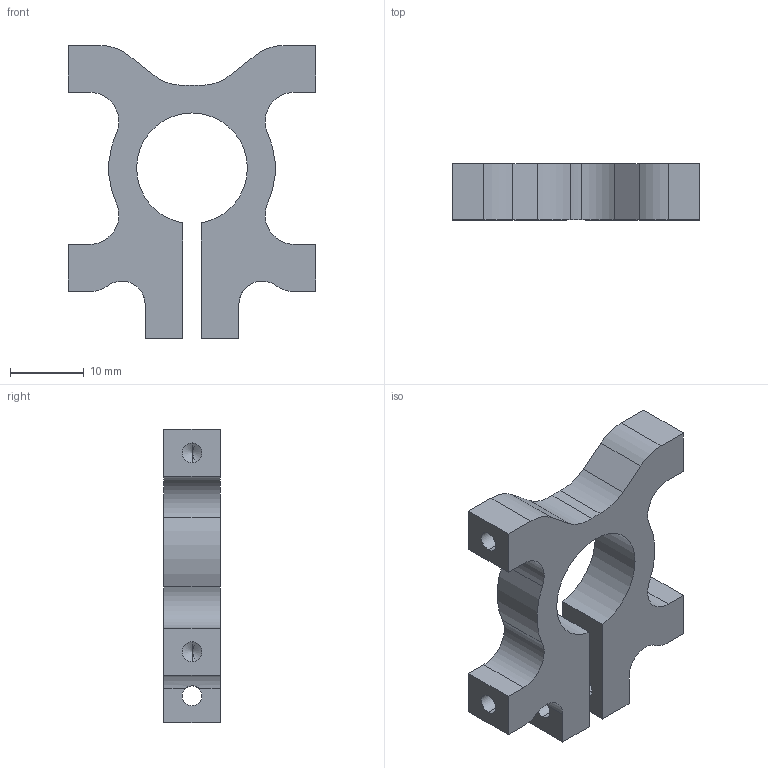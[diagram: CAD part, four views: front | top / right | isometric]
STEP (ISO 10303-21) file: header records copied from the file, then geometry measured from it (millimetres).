
FILE_DESCRIPTION (( 'STEP AP203' ), '1' );
FILE_NAME ('545676.STEP', '2014-11-19T22:15:04', ( 'Kyle' ), ( 'Microsoft' ), 'SwSTEP 2.0', 'SolidWorks 2014', '' );
FILE_SCHEMA (( 'CONFIG_CONTROL_DESIGN' ));
Length unit declared in the file: inch
Products named in the file (1): 545676
Bounding box: 33.53 x 7.62 x 39.7 mm (x, y, z)
Volume: 4726.1 mm3; surface area: 3429.9 mm2
Topology: 1 solids, 1 shells, 60 faces, 169 edges, 106 vertices
Faces by surface type: cylinder 30, plane 22, cone 8
Entity records: 2014 total; most frequent: CARTESIAN_POINT 372, DIRECTION 337, ORIENTED_EDGE 322, EDGE_CURVE 161, AXIS2_PLACEMENT_3D 119, VERTEX_POINT 106, LINE 99, VECTOR 99
